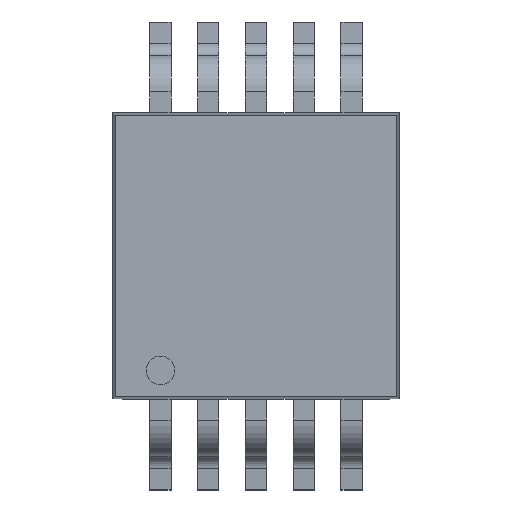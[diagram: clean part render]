
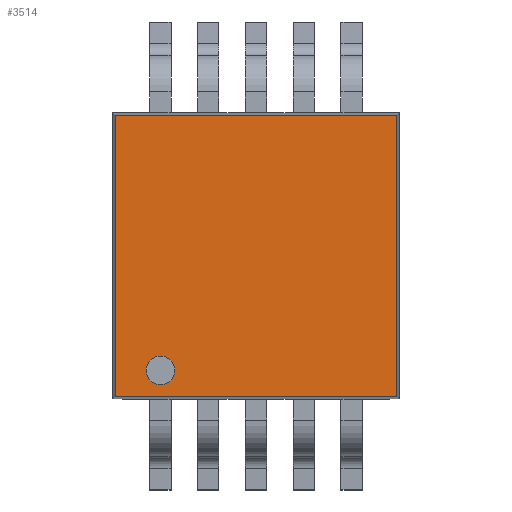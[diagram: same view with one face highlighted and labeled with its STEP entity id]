
A CAD part, top view. The second image highlights one B-rep face of the part: STEP entity #3514.
In plain terms, the highlighted planar face has unit normal (0, 0, 1).
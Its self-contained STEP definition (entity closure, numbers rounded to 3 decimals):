
#35 = VERTEX_POINT('',#36);
#36 = CARTESIAN_POINT('',(-1.15,-1.2,1.12));
#42 = EDGE_CURVE('',#43,#35,#45,.T.);
#43 = VERTEX_POINT('',#44);
#44 = CARTESIAN_POINT('',(-0.85,-1.2,1.12));
#45 = CIRCLE('',#46,0.15);
#46 = AXIS2_PLACEMENT_3D('',#47,#48,#49);
#47 = CARTESIAN_POINT('',(-1.,-1.2,1.12));
#48 = DIRECTION('',(0.,0.,1.));
#49 = DIRECTION('',(-1.,0.,0.));
#441 = VERTEX_POINT('',#442);
#442 = CARTESIAN_POINT('',(1.474,-1.471,1.12));
#448 = EDGE_CURVE('',#449,#441,#451,.T.);
#449 = VERTEX_POINT('',#450);
#450 = CARTESIAN_POINT('',(-1.474,-1.471,1.12));
#451 = LINE('',#452,#453);
#452 = CARTESIAN_POINT('',(-1.5,-1.471,1.12));
#453 = VECTOR('',#454,1.);
#454 = DIRECTION('',(1.,0.,0.));
#3514 = ADVANCED_FACE('',(#3515,#3525),#3550,.F.);
#3515 = FACE_BOUND('',#3516,.T.);
#3516 = EDGE_LOOP('',(#3517,#3524));
#3517 = ORIENTED_EDGE('',*,*,#3518,.F.);
#3518 = EDGE_CURVE('',#35,#43,#3519,.T.);
#3519 = CIRCLE('',#3520,0.15);
#3520 = AXIS2_PLACEMENT_3D('',#3521,#3522,#3523);
#3521 = CARTESIAN_POINT('',(-1.,-1.2,1.12));
#3522 = DIRECTION('',(0.,0.,1.));
#3523 = DIRECTION('',(-1.,0.,0.));
#3524 = ORIENTED_EDGE('',*,*,#42,.F.);
#3525 = FACE_BOUND('',#3526,.T.);
#3526 = EDGE_LOOP('',(#3527,#3528,#3536,#3544));
#3527 = ORIENTED_EDGE('',*,*,#448,.T.);
#3528 = ORIENTED_EDGE('',*,*,#3529,.F.);
#3529 = EDGE_CURVE('',#3530,#441,#3532,.T.);
#3530 = VERTEX_POINT('',#3531);
#3531 = CARTESIAN_POINT('',(1.474,1.471,1.12));
#3532 = LINE('',#3533,#3534);
#3533 = CARTESIAN_POINT('',(1.474,4.325,1.12));
#3534 = VECTOR('',#3535,1.);
#3535 = DIRECTION('',(0.,-1.,0.));
#3536 = ORIENTED_EDGE('',*,*,#3537,.F.);
#3537 = EDGE_CURVE('',#3538,#3530,#3540,.T.);
#3538 = VERTEX_POINT('',#3539);
#3539 = CARTESIAN_POINT('',(-1.474,1.471,1.12));
#3540 = LINE('',#3541,#3542);
#3541 = CARTESIAN_POINT('',(-1.5,1.471,1.12));
#3542 = VECTOR('',#3543,1.);
#3543 = DIRECTION('',(1.,0.,0.));
#3544 = ORIENTED_EDGE('',*,*,#3545,.T.);
#3545 = EDGE_CURVE('',#3538,#449,#3546,.T.);
#3546 = LINE('',#3547,#3548);
#3547 = CARTESIAN_POINT('',(-1.474,4.325,1.12));
#3548 = VECTOR('',#3549,1.);
#3549 = DIRECTION('',(0.,-1.,0.));
#3550 = PLANE('',#3551);
#3551 = AXIS2_PLACEMENT_3D('',#3552,#3553,#3554);
#3552 = CARTESIAN_POINT('',(-1.5,1.471,1.12));
#3553 = DIRECTION('',(0.,0.,-1.));
#3554 = DIRECTION('',(1.,0.,0.));
